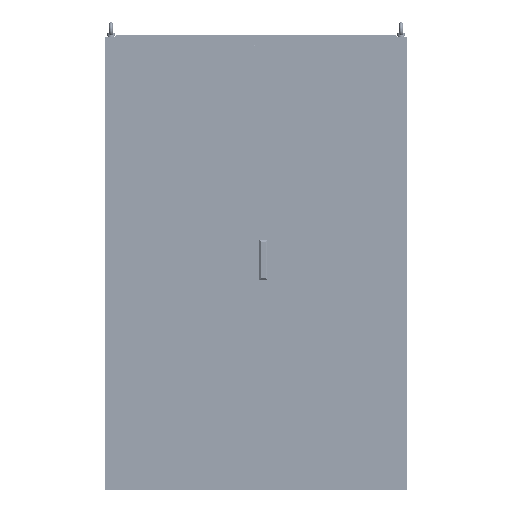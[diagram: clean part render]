
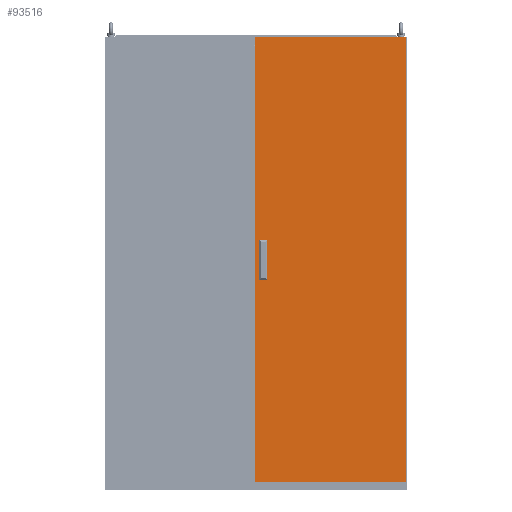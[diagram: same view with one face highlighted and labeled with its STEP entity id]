
A CAD part, top view. The second image highlights one B-rep face of the part: STEP entity #93516.
In plain terms, the highlighted planar face has unit normal (0, 0, 1).
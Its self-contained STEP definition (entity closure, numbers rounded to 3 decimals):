
#4929 = CARTESIAN_POINT ( 'NONE',  ( -3., 897., 0. ) ) ;
#6389 = VECTOR ( 'NONE', #104475, 1000. ) ;
#8123 = DIRECTION ( 'NONE',  ( -1., 0., 0. ) ) ;
#8136 = VERTEX_POINT ( 'NONE', #60519 ) ;
#9797 = ORIENTED_EDGE ( 'NONE', *, *, #221926, .F. ) ;
#10273 = CARTESIAN_POINT ( 'NONE',  ( -3., -870., 0. ) ) ;
#10316 = EDGE_CURVE ( 'NONE', #121982, #198882, #151716, .T. ) ;
#12083 = ORIENTED_EDGE ( 'NONE', *, *, #123512, .F. ) ;
#15659 = EDGE_CURVE ( 'NONE', #181257, #8136, #184511, .T. ) ;
#17536 = EDGE_LOOP ( 'NONE', ( #200534, #180535, #205079, #30652 ) ) ;
#21196 = EDGE_CURVE ( 'NONE', #198866, #181257, #123958, .T. ) ;
#22757 = ORIENTED_EDGE ( 'NONE', *, *, #106961, .F. ) ;
#25149 = LINE ( 'NONE', #75959, #47847 ) ;
#29001 = PLANE ( 'NONE',  #159242 ) ;
#29728 = EDGE_LOOP ( 'NONE', ( #53708, #22757, #32791, #152738 ) ) ;
#30652 = ORIENTED_EDGE ( 'NONE', *, *, #127635, .T. ) ;
#32791 = ORIENTED_EDGE ( 'NONE', *, *, #146864, .F. ) ;
#35027 = VECTOR ( 'NONE', #38191, 1000. ) ;
#38191 = DIRECTION ( 'NONE',  ( 0., -1., 0. ) ) ;
#44245 = VERTEX_POINT ( 'NONE', #63257 ) ;
#45473 = DIRECTION ( 'NONE',  ( 0., 1., 0. ) ) ;
#47847 = VECTOR ( 'NONE', #45473, 1000. ) ;
#53708 = ORIENTED_EDGE ( 'NONE', *, *, #21196, .F. ) ;
#60519 = CARTESIAN_POINT ( 'NONE',  ( 41.5, 38.5, 0. ) ) ;
#63257 = CARTESIAN_POINT ( 'NONE',  ( -3., -870., 0. ) ) ;
#63318 = DIRECTION ( 'NONE',  ( 1., 0., 0. ) ) ;
#63761 = CARTESIAN_POINT ( 'NONE',  ( 41.5, 38.5, 0. ) ) ;
#64757 = DIRECTION ( 'NONE',  ( -1., 0., 0. ) ) ;
#69408 = CARTESIAN_POINT ( 'NONE',  ( 16.5, -11.5, 0. ) ) ;
#75959 = CARTESIAN_POINT ( 'NONE',  ( 597., 897., 0. ) ) ;
#75975 = DIRECTION ( 'NONE',  ( -1., 0., 0. ) ) ;
#76059 = ORIENTED_EDGE ( 'NONE', *, *, #10316, .F. ) ;
#77052 = EDGE_CURVE ( 'NONE', #211037, #216490, #25149, .T. ) ;
#81178 = VECTOR ( 'NONE', #8123, 1000. ) ;
#82036 = CARTESIAN_POINT ( 'NONE',  ( 597., -870., 0. ) ) ;
#83069 = CARTESIAN_POINT ( 'NONE',  ( 0., 0., 0. ) ) ;
#86220 = DIRECTION ( 'NONE',  ( 0., -1., 0. ) ) ;
#86505 = ORIENTED_EDGE ( 'NONE', *, *, #185543, .F. ) ;
#91636 = CARTESIAN_POINT ( 'NONE',  ( 597., 897., 0. ) ) ;
#92750 = DIRECTION ( 'NONE',  ( 1., 0., 0. ) ) ;
#93516 = ADVANCED_FACE ( 'NONE', ( #167760, #119182, #114717 ), #29001, .T. ) ;
#94920 = LINE ( 'NONE', #10273, #220467 ) ;
#94952 = CARTESIAN_POINT ( 'NONE',  ( 41.5, -11.5, 0. ) ) ;
#95826 = CARTESIAN_POINT ( 'NONE',  ( 41.5, -61.5, 0. ) ) ;
#100671 = VERTEX_POINT ( 'NONE', #184996 ) ;
#101322 = VECTOR ( 'NONE', #75975, 1000. ) ;
#104475 = DIRECTION ( 'NONE',  ( 0., -1., 0. ) ) ;
#106139 = LINE ( 'NONE', #173868, #222857 ) ;
#106961 = EDGE_CURVE ( 'NONE', #138859, #198866, #219340, .T. ) ;
#110224 = VECTOR ( 'NONE', #164681, 1000. ) ;
#111333 = CARTESIAN_POINT ( 'NONE',  ( 16.5, -61.5, 0. ) ) ;
#111453 = VECTOR ( 'NONE', #200304, 1000. ) ;
#114717 = FACE_OUTER_BOUND ( 'NONE', #17536, .T. ) ;
#115353 = EDGE_CURVE ( 'NONE', #44245, #211037, #94920, .T. ) ;
#116613 = CARTESIAN_POINT ( 'NONE',  ( 41.5, 88.5, 0. ) ) ;
#119182 = FACE_BOUND ( 'NONE', #169150, .T. ) ;
#121982 = VERTEX_POINT ( 'NONE', #69408 ) ;
#123512 = EDGE_CURVE ( 'NONE', #150797, #121982, #196561, .T. ) ;
#123826 = CARTESIAN_POINT ( 'NONE',  ( 41.5, -11.5, 0. ) ) ;
#123958 = LINE ( 'NONE', #192774, #35027 ) ;
#126821 = LINE ( 'NONE', #4929, #101322 ) ;
#127635 = EDGE_CURVE ( 'NONE', #216490, #100671, #126821, .T. ) ;
#130573 = CARTESIAN_POINT ( 'NONE',  ( 41.5, 88.5, 0. ) ) ;
#134650 = VECTOR ( 'NONE', #86220, 1000. ) ;
#138859 = VERTEX_POINT ( 'NONE', #130573 ) ;
#140925 = VERTEX_POINT ( 'NONE', #162528 ) ;
#146864 = EDGE_CURVE ( 'NONE', #8136, #138859, #106139, .T. ) ;
#150797 = VERTEX_POINT ( 'NONE', #123826 ) ;
#151716 = LINE ( 'NONE', #171994, #134650 ) ;
#151923 = DIRECTION ( 'NONE',  ( 1., 0., 0. ) ) ;
#152492 = DIRECTION ( 'NONE',  ( 0., 1., 0. ) ) ;
#152509 = VECTOR ( 'NONE', #64757, 1000. ) ;
#152738 = ORIENTED_EDGE ( 'NONE', *, *, #15659, .F. ) ;
#159242 = AXIS2_PLACEMENT_3D ( 'NONE', #83069, #202724, #151923 ) ;
#162528 = CARTESIAN_POINT ( 'NONE',  ( 41.5, -61.5, 0. ) ) ;
#164681 = DIRECTION ( 'NONE',  ( 0., 1., 0. ) ) ;
#167760 = FACE_BOUND ( 'NONE', #29728, .T. ) ;
#169150 = EDGE_LOOP ( 'NONE', ( #76059, #12083, #9797, #86505 ) ) ;
#170131 = EDGE_CURVE ( 'NONE', #100671, #44245, #208287, .T. ) ;
#171994 = CARTESIAN_POINT ( 'NONE',  ( 16.5, -61.5, 0. ) ) ;
#173868 = CARTESIAN_POINT ( 'NONE',  ( 41.5, 38.5, 0. ) ) ;
#174141 = VECTOR ( 'NONE', #92750, 1000. ) ;
#176009 = CARTESIAN_POINT ( 'NONE',  ( 16.5, 88.5, 0. ) ) ;
#178523 = CARTESIAN_POINT ( 'NONE',  ( 41.5, -61.5, 0. ) ) ;
#180535 = ORIENTED_EDGE ( 'NONE', *, *, #115353, .T. ) ;
#181257 = VERTEX_POINT ( 'NONE', #212629 ) ;
#181597 = LINE ( 'NONE', #95826, #110224 ) ;
#184511 = LINE ( 'NONE', #63761, #111453 ) ;
#184996 = CARTESIAN_POINT ( 'NONE',  ( -3., 897., 0. ) ) ;
#185543 = EDGE_CURVE ( 'NONE', #198882, #140925, #194347, .T. ) ;
#192774 = CARTESIAN_POINT ( 'NONE',  ( 16.5, 38.5, 0. ) ) ;
#194347 = LINE ( 'NONE', #178523, #174141 ) ;
#196561 = LINE ( 'NONE', #94952, #81178 ) ;
#198866 = VERTEX_POINT ( 'NONE', #176009 ) ;
#198882 = VERTEX_POINT ( 'NONE', #111333 ) ;
#200304 = DIRECTION ( 'NONE',  ( 1., 0., 0. ) ) ;
#200534 = ORIENTED_EDGE ( 'NONE', *, *, #170131, .T. ) ;
#202724 = DIRECTION ( 'NONE',  ( 0., 0., 1. ) ) ;
#205079 = ORIENTED_EDGE ( 'NONE', *, *, #77052, .T. ) ;
#207189 = CARTESIAN_POINT ( 'NONE',  ( -3., 897., 0. ) ) ;
#208287 = LINE ( 'NONE', #207189, #6389 ) ;
#211037 = VERTEX_POINT ( 'NONE', #82036 ) ;
#212629 = CARTESIAN_POINT ( 'NONE',  ( 16.5, 38.5, 0. ) ) ;
#216490 = VERTEX_POINT ( 'NONE', #91636 ) ;
#219340 = LINE ( 'NONE', #116613, #152509 ) ;
#220467 = VECTOR ( 'NONE', #63318, 1000. ) ;
#221926 = EDGE_CURVE ( 'NONE', #140925, #150797, #181597, .T. ) ;
#222857 = VECTOR ( 'NONE', #152492, 1000. ) ;
